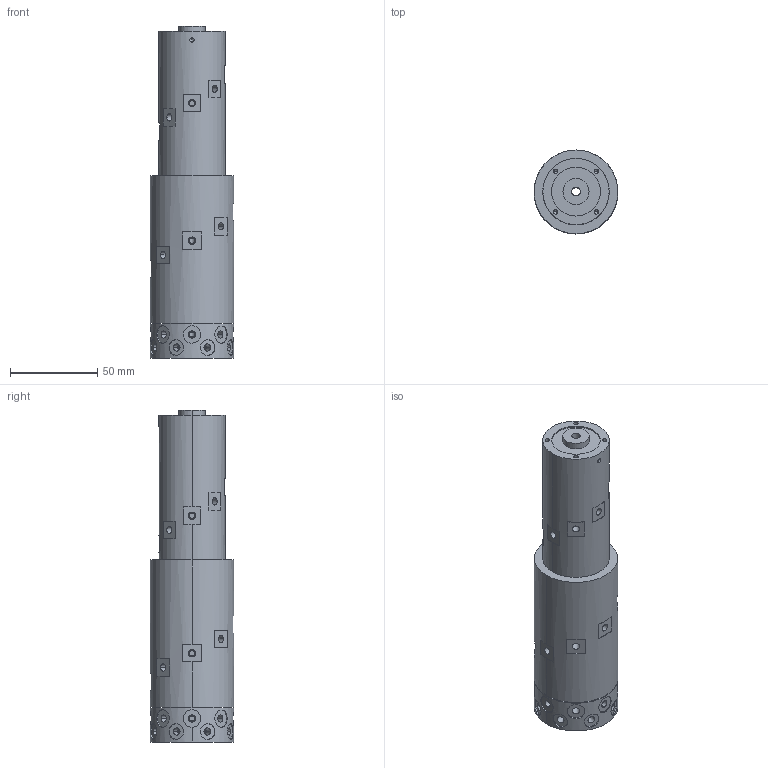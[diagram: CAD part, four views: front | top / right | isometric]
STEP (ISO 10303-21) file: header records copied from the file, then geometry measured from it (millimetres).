
FILE_DESCRIPTION (( 'STEP AP203' ), '1' );
FILE_NAME ('MQR16.STEP', '2020-07-25T05:43:30', ( 'gongcheng1' ), ( '' ), 'SwSTEP 2.0', 'SolidWorks 2014', '' );
FILE_SCHEMA (( 'CONFIG_CONTROL_DESIGN' ));
Length unit declared in the file: millimetre
Products named in the file (1): MQR16
Bounding box: 48 x 48 x 190.4 mm (x, y, z)
Volume: 272019.9 mm3; surface area: 40776.1 mm2
Topology: 1 solids, 1 shells, 389 faces, 832 edges, 494 vertices
Faces by surface type: cylinder 202, plane 103, cone 84
Entity records: 11523 total; most frequent: CARTESIAN_POINT 2932, DIRECTION 1932, ORIENTED_EDGE 1624, EDGE_CURVE 812, AXIS2_PLACEMENT_3D 786, VERTEX_POINT 494, EDGE_LOOP 464, CIRCLE 396
